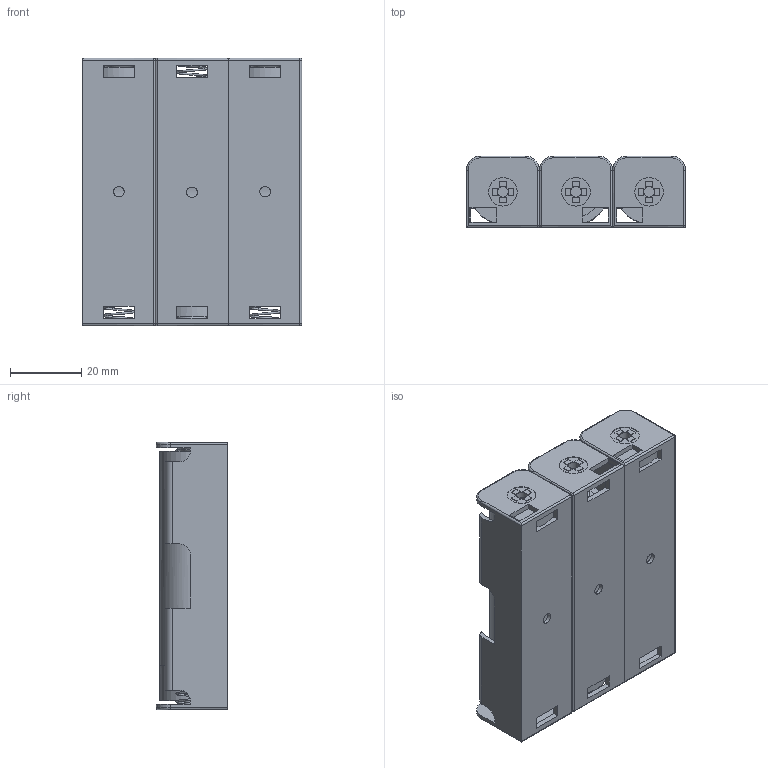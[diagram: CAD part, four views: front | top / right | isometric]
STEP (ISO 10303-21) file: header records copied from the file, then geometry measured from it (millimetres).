
FILE_DESCRIPTION(/* description */ (''),/* implementation_level */ '2;1');
FILE_NAME(/* name */ 'Holder 18650 (3 cell)_series.stp',/* time_stamp */ '2025-10-26T10:03:47+07:00',/* author */ ('quang'),/* organization */ (''),/* preprocessor_version */ 'ST-DEVELOPER v20',/* originating_system */ 'Autodesk Inventor 2024',/* authorisation */ '');
FILE_SCHEMA (('AUTOMOTIVE_DESIGN { 1 0 10303 214 3 1 1 }'));
Length unit declared in the file: millimetre
Products named in the file (1): Holder 18650
Bounding box: 61.5 x 20 x 75 mm (x, y, z)
Volume: 20754.5 mm3; surface area: 36583.7 mm2
Topology: 1 solids, 3 shells, 699 faces, 1872 edges, 1221 vertices
Faces by surface type: plane 345, bspline 195, cylinder 123, torus 30, sphere 6
Full cylindrical faces by diameter (mm): 3 x9, 8 x6, 14 x3, 18 x3
Entity records: 29961 total; most frequent: CARTESIAN_POINT 12709, ORIENTED_EDGE 3744, DIRECTION 2828, EDGE_CURVE 1872, VERTEX_POINT 1221, LINE 1134, VECTOR 1134, AXIS2_PLACEMENT_3D 847
